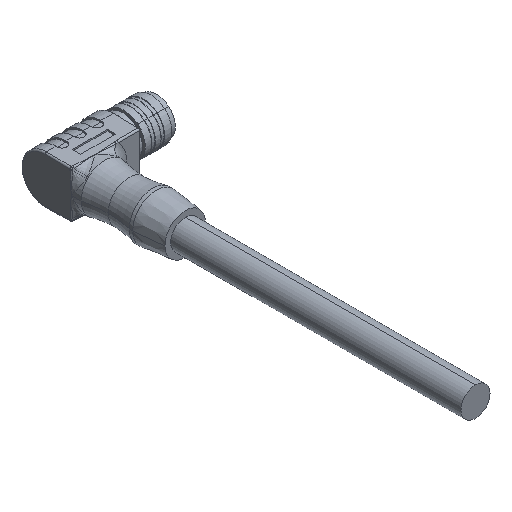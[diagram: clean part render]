
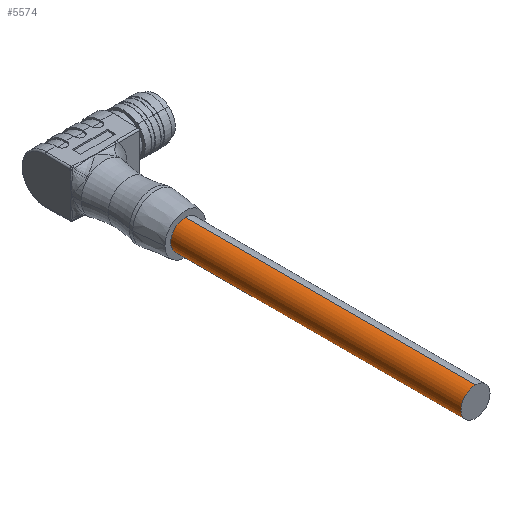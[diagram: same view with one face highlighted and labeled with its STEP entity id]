
A CAD part, isometric view. The second image highlights one B-rep face of the part: STEP entity #5574.
In plain terms, the highlighted cylindrical face has radius 5 mm (diameter 10 mm), a partial arc.
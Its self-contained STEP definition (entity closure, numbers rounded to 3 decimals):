
#828=CARTESIAN_POINT('',(-16.6,-40.2,0.));
#829=DIRECTION('',(0.,-1.,0.));
#830=DIRECTION('',(0.,0.,1.));
#831=AXIS2_PLACEMENT_3D('',#828,#829,#830);
#846=DIRECTION('',(0.,-1.,0.));
#847=VECTOR('',#846,100.);
#848=CARTESIAN_POINT('',(-16.6,-40.2,5.));
#849=LINE('',#848,#847);
#850=DIRECTION('',(0.,1.,0.));
#851=VECTOR('',#850,100.);
#852=CARTESIAN_POINT('',(-16.6,-140.2,-5.));
#853=LINE('',#852,#851);
#859=CARTESIAN_POINT('',(-16.6,-140.2,0.));
#860=DIRECTION('',(0.,-1.,0.));
#861=DIRECTION('',(0.,0.,1.));
#862=AXIS2_PLACEMENT_3D('',#859,#860,#861);
#3974=CARTESIAN_POINT('',(-16.6,-40.2,-5.));
#3975=CARTESIAN_POINT('',(-16.6,-40.2,5.));
#3976=VERTEX_POINT('',#3974);
#3977=VERTEX_POINT('',#3975);
#3978=CARTESIAN_POINT('',(-16.6,-140.2,-5.));
#3979=VERTEX_POINT('',#3978);
#3980=CARTESIAN_POINT('',(-16.6,-140.2,5.));
#3981=VERTEX_POINT('',#3980);
#5562=CARTESIAN_POINT('',(-16.6,-38.2,0.));
#5563=DIRECTION('',(0.,-1.,0.));
#5564=DIRECTION('',(0.,0.,-1.));
#5565=AXIS2_PLACEMENT_3D('',#5562,#5563,#5564);
#5566=CYLINDRICAL_SURFACE('',#5565,5.);
#5567=ORIENTED_EDGE('',*,*,#5530,.F.);
#5568=ORIENTED_EDGE('',*,*,#5557,.T.);
#5570=ORIENTED_EDGE('',*,*,#5569,.T.);
#5571=ORIENTED_EDGE('',*,*,#5553,.T.);
#5572=EDGE_LOOP('',(#5567,#5568,#5570,#5571));
#5573=FACE_OUTER_BOUND('',#5572,.F.);
#832=CIRCLE('',#831,5.);
#863=CIRCLE('',#862,5.);
#5530=EDGE_CURVE('',#3977,#3976,#832,.T.);
#5553=EDGE_CURVE('',#3979,#3976,#853,.T.);
#5557=EDGE_CURVE('',#3977,#3981,#849,.T.);
#5569=EDGE_CURVE('',#3981,#3979,#863,.T.);
#5574=ADVANCED_FACE('',(#5573),#5566,.T.);
